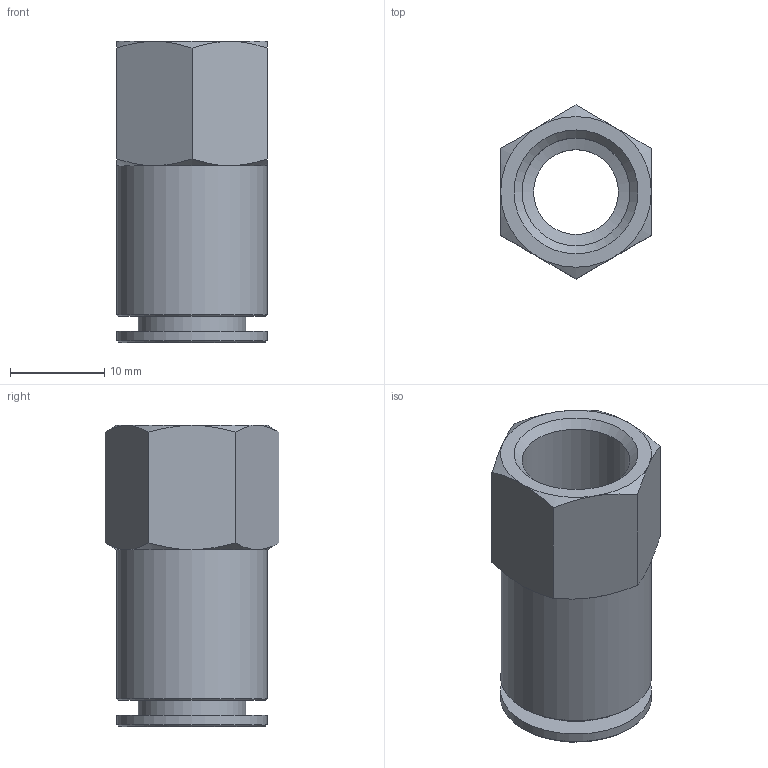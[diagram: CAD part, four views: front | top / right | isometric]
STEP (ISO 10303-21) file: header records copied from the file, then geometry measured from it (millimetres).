
FILE_DESCRIPTION(/* description */ ('STEP AP214'),/* implementation_level */ '2;1');
FILE_NAME(/* name */ '558680_NPQM-D-G14F-Q10-P10',/* time_stamp */ '2024-09-13T05:39:32+02:00',/* author */ ('License CC BY-ND 4.0'),/* organization */ ('CADENAS'),/* preprocessor_version */ 'ST-DEVELOPER v19.3',/* originating_system */ 'PARTsolutions',/* authorisation */ ' ');
FILE_SCHEMA (('AUTOMOTIVE_DESIGN {1 0 10303 214 3 1 1}'));
Length unit declared in the file: millimetre
Products named in the file (1): 558680 NPQM-D-G14F-Q10-P10
Bounding box: 16 x 18.48 x 32 mm (x, y, z)
Volume: 3750 mm3; surface area: 3147.6 mm2
Topology: 1 solids, 1 shells, 34 faces, 69 edges, 39 vertices
Faces by surface type: cone 18, plane 10, cylinder 6
Full cylindrical faces by diameter (mm): 9 x1, 10 x1, 11.4 x1, 11.445 x1, 16 x2
Entity records: 870 total; most frequent: CARTESIAN_POINT 203, DIRECTION 130, ORIENTED_EDGE 114, AXIS2_PLACEMENT_3D 62, EDGE_CURVE 57, EDGE_LOOP 50, FACE_BOUND 50, VERTEX_POINT 39
